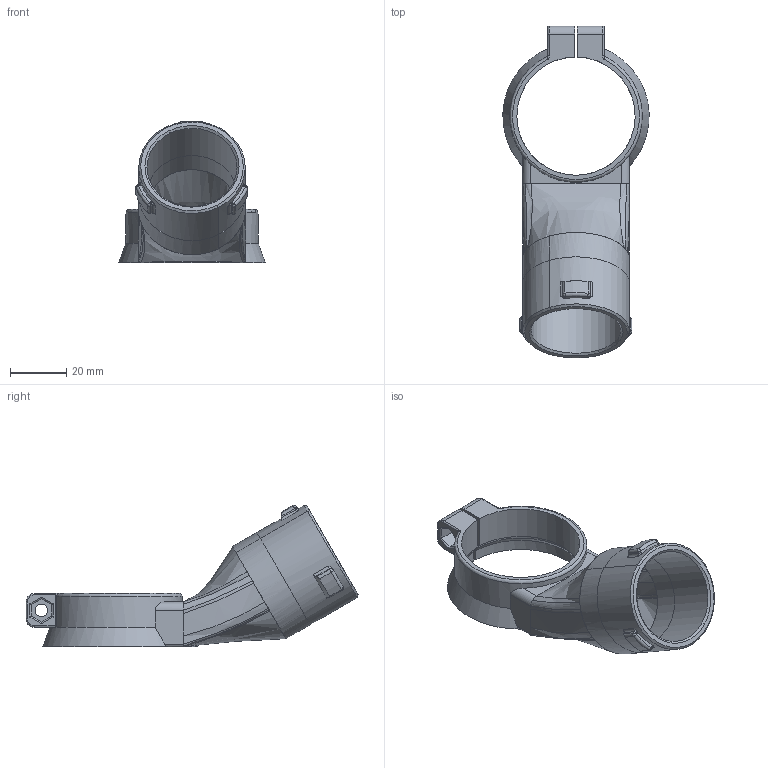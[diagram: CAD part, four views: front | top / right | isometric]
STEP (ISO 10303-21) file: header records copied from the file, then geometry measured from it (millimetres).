
FILE_DESCRIPTION(('FreeCAD Model'),'2;1');
FILE_NAME('Open CASCADE Shape Model','2023-12-30T07:53:40',(''),(''), 'Open CASCADE STEP processor 7.6','FreeCAD','Unknown');
FILE_SCHEMA(('AUTOMOTIVE_DESIGN { 1 0 10303 214 1 1 1 1 }'));
Length unit declared in the file: millimetre
Products named in the file (1): Compound
Bounding box: 51.97 x 117.87 x 50.4 mm (x, y, z)
Volume: 26041.7 mm3; surface area: 22673 mm2
Topology: 2 solids, 2 shells, 201 faces, 549 edges, 356 vertices
Faces by surface type: cylinder 71, plane 59, bspline 43, torus 15, cone 7, sphere 6
Full cylindrical faces by diameter (mm): 4.5 x2, 7.25 x1, 32 x2, 37.8 x1
Entity records: 20057 total; most frequent: CARTESIAN_POINT 9889, DIRECTION 1647, ORIENTED_EDGE 1098, PCURVE 1098, DEFINITIONAL_REPRESENTATION 1098, LINE 919, VECTOR 919, EDGE_CURVE 549
